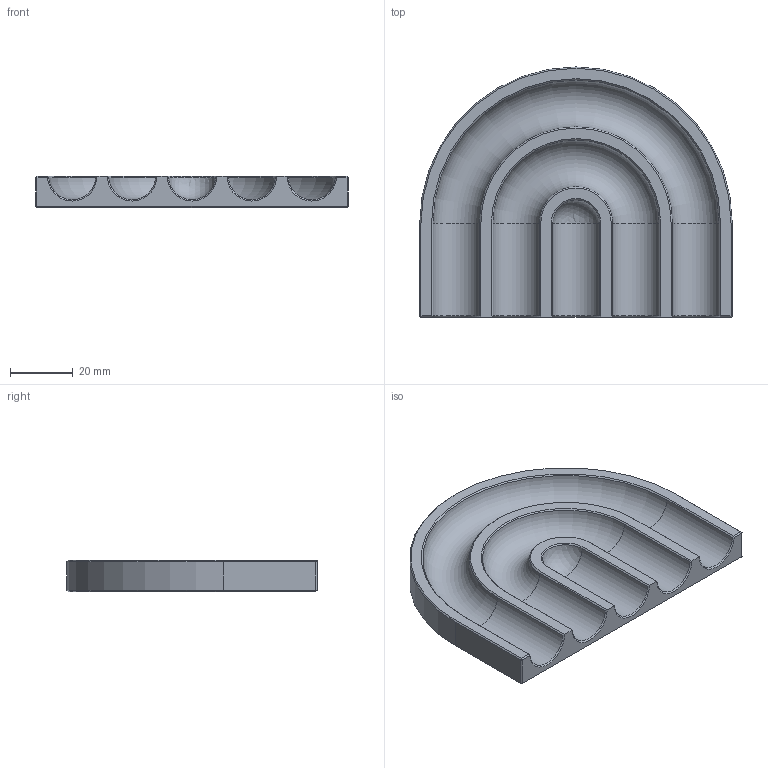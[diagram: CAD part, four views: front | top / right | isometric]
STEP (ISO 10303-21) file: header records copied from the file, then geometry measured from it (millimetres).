
FILE_DESCRIPTION(/* description */ (''),/* implementation_level */ '2;1');
FILE_NAME(/* name */ 'Sponge Holder.step',/* time_stamp */ '2026-03-01T11:43:51-06:00',/* author */ (''),/* organization */ (''),/* preprocessor_version */ 'ST-DEVELOPER v20.1',/* originating_system */ 'Autodesk Translation Framework v14.24.0.0',/* authorisation */ '');
FILE_SCHEMA (('AUTOMOTIVE_DESIGN { 1 0 10303 214 3 1 1 }'));
Length unit declared in the file: millimetre
Products named in the file (1): (Unsaved)
Bounding box: 100 x 80 x 10 mm (x, y, z)
Volume: 39506.1 mm3; surface area: 19188.2 mm2
Topology: 1 solids, 1 shells, 53 faces, 117 edges, 62 vertices
Faces by surface type: plane 26, cone 16, cylinder 8, torus 2, sphere 1
Entity records: 1426 total; most frequent: CARTESIAN_POINT 257, DIRECTION 244, ORIENTED_EDGE 226, EDGE_CURVE 113, AXIS2_PLACEMENT_3D 87, LINE 70, VECTOR 70, VERTEX_POINT 62
